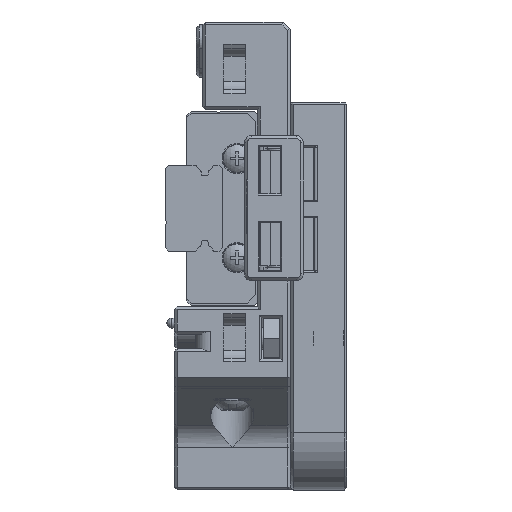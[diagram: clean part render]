
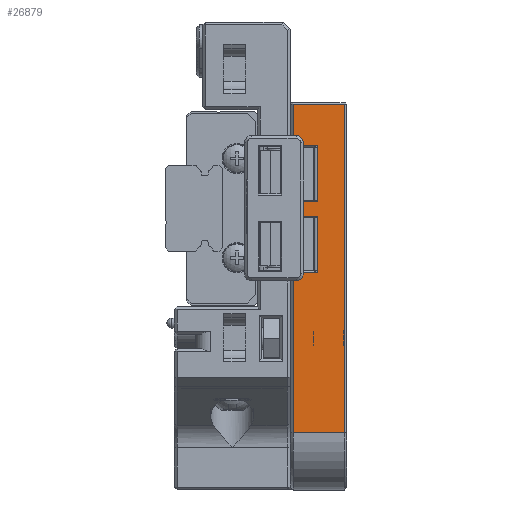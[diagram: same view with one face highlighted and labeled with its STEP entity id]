
A CAD part, left-side view. The second image highlights one B-rep face of the part: STEP entity #26879.
In plain terms, the highlighted planar face has unit normal (-1, 0, 0).
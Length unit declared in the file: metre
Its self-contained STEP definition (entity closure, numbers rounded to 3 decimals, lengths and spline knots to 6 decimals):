
#6783=ORIENTED_EDGE('',*,*,#12252,.F.);
#6784=ORIENTED_EDGE('',*,*,#12253,.T.);
#6785=ORIENTED_EDGE('',*,*,#12254,.F.);
#6786=ORIENTED_EDGE('',*,*,#12255,.T.);
#6787=ORIENTED_EDGE('',*,*,#12176,.F.);
#6788=ORIENTED_EDGE('',*,*,#12175,.T.);
#6789=ORIENTED_EDGE('',*,*,#12256,.F.);
#6790=ORIENTED_EDGE('',*,*,#12257,.T.);
#6791=ORIENTED_EDGE('',*,*,#12189,.F.);
#6792=ORIENTED_EDGE('',*,*,#12171,.T.);
#6793=ORIENTED_EDGE('',*,*,#12194,.F.);
#6794=ORIENTED_EDGE('',*,*,#12258,.T.);
#6795=ORIENTED_EDGE('',*,*,#12259,.F.);
#6796=ORIENTED_EDGE('',*,*,#12260,.T.);
#12171=EDGE_CURVE('',#15244,#15243,#17716,.F.);
#12175=EDGE_CURVE('',#15247,#15246,#17720,.T.);
#12176=EDGE_CURVE('',#15247,#15248,#17721,.T.);
#12189=EDGE_CURVE('',#15244,#15258,#17733,.T.);
#12194=EDGE_CURVE('',#15261,#15243,#17736,.T.);
#12252=EDGE_CURVE('',#15312,#15313,#17779,.T.);
#12253=EDGE_CURVE('',#15312,#15314,#17780,.T.);
#12254=EDGE_CURVE('',#15315,#15314,#17781,.T.);
#12255=EDGE_CURVE('',#15315,#15248,#17782,.T.);
#12256=EDGE_CURVE('',#15316,#15246,#17783,.T.);
#12257=EDGE_CURVE('',#15316,#15258,#17784,.F.);
#12258=EDGE_CURVE('',#15261,#15317,#17785,.F.);
#12259=EDGE_CURVE('',#15318,#15317,#17786,.T.);
#12260=EDGE_CURVE('',#15318,#15313,#17787,.F.);
#15243=VERTEX_POINT('',#46111);
#15244=VERTEX_POINT('',#46113);
#15246=VERTEX_POINT('',#46119);
#15247=VERTEX_POINT('',#46121);
#15248=VERTEX_POINT('',#46123);
#15258=VERTEX_POINT('',#46149);
#15261=VERTEX_POINT('',#46157);
#15312=VERTEX_POINT('',#46272);
#15313=VERTEX_POINT('',#46273);
#15314=VERTEX_POINT('',#46275);
#15315=VERTEX_POINT('',#46277);
#15316=VERTEX_POINT('',#46280);
#15317=VERTEX_POINT('',#46283);
#15318=VERTEX_POINT('',#46285);
#17716=LINE('',#46112,#20171);
#17720=LINE('',#46120,#20175);
#17721=LINE('',#46122,#20176);
#17733=LINE('',#46148,#20188);
#17736=LINE('',#46158,#20191);
#17779=LINE('',#46271,#20234);
#17780=LINE('',#46274,#20235);
#17781=LINE('',#46276,#20236);
#17782=LINE('',#46278,#20237);
#17783=LINE('',#46279,#20238);
#17784=LINE('',#46281,#20239);
#17785=LINE('',#46282,#20240);
#17786=LINE('',#46284,#20241);
#17787=LINE('',#46286,#20242);
#20171=VECTOR('',#34509,1.);
#20175=VECTOR('',#34515,1.);
#20176=VECTOR('',#34516,1.);
#20188=VECTOR('',#34536,1.);
#20191=VECTOR('',#34545,1.);
#20234=VECTOR('',#34628,1.);
#20235=VECTOR('',#34629,1.);
#20236=VECTOR('',#34630,1.);
#20237=VECTOR('',#34631,1.);
#20238=VECTOR('',#34632,1.);
#20239=VECTOR('',#34633,1.);
#20240=VECTOR('',#34634,1.);
#20241=VECTOR('',#34635,1.);
#20242=VECTOR('',#34636,1.);
#22295=EDGE_LOOP('',(#6783,#6784,#6785,#6786,#6787,#6788,#6789,#6790,#6791,
#6792,#6793,#6794,#6795,#6796));
#24197=FACE_BOUND('',#22295,.T.);
#25569=PLANE('',#29210);
#26879=ADVANCED_FACE('',(#24197),#25569,.F.);
#29210=AXIS2_PLACEMENT_3D('',#46270,#34626,#34627);
#34509=DIRECTION('',(0.,0.,1.));
#34515=DIRECTION('',(0.,0.,-1.));
#34516=DIRECTION('',(0.,0.,1.));
#34536=DIRECTION('',(0.,-1.,0.));
#34545=DIRECTION('',(0.,1.,0.));
#34626=DIRECTION('',(1.,0.,0.));
#34627=DIRECTION('',(0.,0.,1.));
#34628=DIRECTION('',(0.,0.,1.));
#34629=DIRECTION('',(0.,-1.,0.));
#34630=DIRECTION('',(0.,0.,-1.));
#34631=DIRECTION('',(0.,1.,0.));
#34632=DIRECTION('',(0.,1.,0.));
#34633=DIRECTION('',(0.,0.,1.));
#34634=DIRECTION('',(0.,0.,1.));
#34635=DIRECTION('',(0.,-1.,0.));
#34636=DIRECTION('',(0.,0.,1.));
#46111=CARTESIAN_POINT('',(0.097104,-0.008478,0.038088));
#46112=CARTESIAN_POINT('',(0.097104,-0.008478,0.09773));
#46113=CARTESIAN_POINT('',(0.097104,-0.008478,0.040088));
#46119=CARTESIAN_POINT('',(0.097104,-0.008478,0.047889));
#46120=CARTESIAN_POINT('',(0.097104,-0.008478,0.09773));
#46121=CARTESIAN_POINT('',(0.097104,-0.008478,0.050989));
#46122=CARTESIAN_POINT('',(0.097104,-0.008478,0.09773));
#46123=CARTESIAN_POINT('',(0.097104,-0.008478,0.053665));
#46148=CARTESIAN_POINT('',(0.097104,-0.013042,0.040088));
#46149=CARTESIAN_POINT('',(0.097104,-0.011787,0.040088));
#46157=CARTESIAN_POINT('',(0.097104,-0.011787,0.038088));
#46158=CARTESIAN_POINT('',(0.097104,-0.013042,0.038088));
#46270=CARTESIAN_POINT('',(0.097104,-0.013042,0.09773));
#46271=CARTESIAN_POINT('',(0.097104,-0.008478,0.09773));
#46272=CARTESIAN_POINT('',(0.097104,-0.008478,0.008));
#46273=CARTESIAN_POINT('',(0.097104,-0.008478,0.025689));
#46274=CARTESIAN_POINT('',(0.097104,-0.008078,0.008));
#46275=CARTESIAN_POINT('',(0.097104,-0.015622,0.008));
#46276=CARTESIAN_POINT('',(0.097104,-0.015622,0.09773));
#46277=CARTESIAN_POINT('',(0.097104,-0.015622,0.053665));
#46278=CARTESIAN_POINT('',(0.097104,-0.008478,0.053665));
#46279=CARTESIAN_POINT('',(0.097104,-0.013042,0.047889));
#46280=CARTESIAN_POINT('',(0.097104,-0.011787,0.047889));
#46281=CARTESIAN_POINT('',(0.097104,-0.011787,0.09773));
#46282=CARTESIAN_POINT('',(0.097104,-0.011787,0.09773));
#46283=CARTESIAN_POINT('',(0.097104,-0.011787,0.030288));
#46284=CARTESIAN_POINT('',(0.097104,-0.013042,0.030288));
#46285=CARTESIAN_POINT('',(0.097104,-0.008478,0.030288));
#46286=CARTESIAN_POINT('',(0.097104,-0.008478,0.09773));
